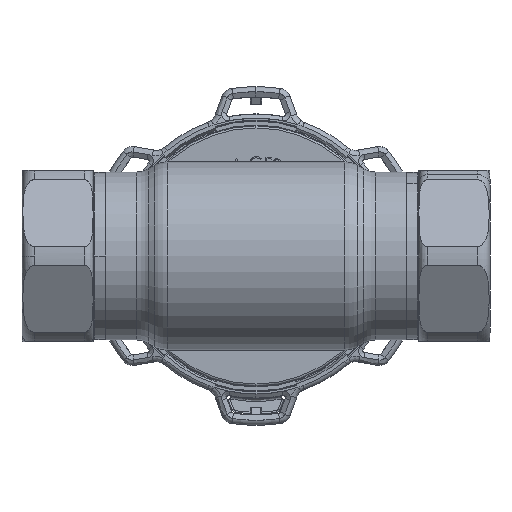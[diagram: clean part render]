
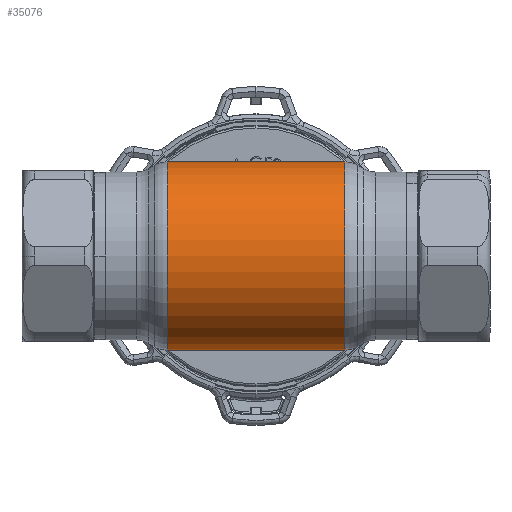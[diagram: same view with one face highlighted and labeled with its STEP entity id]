
A CAD part, front view. The second image highlights one B-rep face of the part: STEP entity #35076.
In plain terms, the highlighted cylindrical face has radius 22.5 mm (diameter 45 mm), a partial arc.
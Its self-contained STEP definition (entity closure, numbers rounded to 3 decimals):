
#982 = ORIENTED_EDGE ( 'NONE', *, *, #32221, .T. ) ;
#2662 = CYLINDRICAL_SURFACE ( 'NONE', #17528, 22.5 ) ;
#3230 = EDGE_CURVE ( 'NONE', #13507, #10811, #3340, .T. ) ;
#3340 = CIRCLE ( 'NONE', #17362, 22.5 ) ;
#3625 = VECTOR ( 'NONE', #17572, 1000. ) ;
#5464 = DIRECTION ( 'NONE',  ( 0., 0., 1. ) ) ;
#5816 = CARTESIAN_POINT ( 'NONE',  ( -21.285, 0., -22.5 ) ) ;
#7659 = CARTESIAN_POINT ( 'NONE',  ( 21.285, 0., -22.5 ) ) ;
#8250 = FACE_OUTER_BOUND ( 'NONE', #37511, .T. ) ;
#8437 = CARTESIAN_POINT ( 'NONE',  ( -62.69, 0., 0. ) ) ;
#8623 = VERTEX_POINT ( 'NONE', #7659 ) ;
#10811 = VERTEX_POINT ( 'NONE', #19537 ) ;
#10830 = CARTESIAN_POINT ( 'NONE',  ( -21.285, 0., 0. ) ) ;
#11560 = CARTESIAN_POINT ( 'NONE',  ( 21.285, 0., 0. ) ) ;
#13470 = EDGE_CURVE ( 'NONE', #8623, #27946, #27961, .T. ) ;
#13507 = VERTEX_POINT ( 'NONE', #5816 ) ;
#16561 = LINE ( 'NONE', #25161, #23468 ) ;
#17065 = ORIENTED_EDGE ( 'NONE', *, *, #37484, .F. ) ;
#17362 = AXIS2_PLACEMENT_3D ( 'NONE', #10830, #35276, #29653 ) ;
#17528 = AXIS2_PLACEMENT_3D ( 'NONE', #8437, #20636, #5464 ) ;
#17572 = DIRECTION ( 'NONE',  ( -1., 0., 0. ) ) ;
#19537 = CARTESIAN_POINT ( 'NONE',  ( -21.285, 0., 22.5 ) ) ;
#20636 = DIRECTION ( 'NONE',  ( -1., 0., 0. ) ) ;
#21390 = DIRECTION ( 'NONE',  ( -1., 0., 0. ) ) ;
#23468 = VECTOR ( 'NONE', #28964, 1000. ) ;
#23735 = CARTESIAN_POINT ( 'NONE',  ( -62.69, 0., -22.5 ) ) ;
#24655 = CARTESIAN_POINT ( 'NONE',  ( 21.285, 0., 22.5 ) ) ;
#25161 = CARTESIAN_POINT ( 'NONE',  ( -62.69, 0., 22.5 ) ) ;
#27410 = DIRECTION ( 'NONE',  ( 0., 0., 1. ) ) ;
#27946 = VERTEX_POINT ( 'NONE', #24655 ) ;
#27961 = CIRCLE ( 'NONE', #38241, 22.5 ) ;
#28964 = DIRECTION ( 'NONE',  ( -1., 0., 0. ) ) ;
#29653 = DIRECTION ( 'NONE',  ( 0., 0., 1. ) ) ;
#30369 = ORIENTED_EDGE ( 'NONE', *, *, #3230, .F. ) ;
#32221 = EDGE_CURVE ( 'NONE', #27946, #10811, #16561, .T. ) ;
#33372 = ORIENTED_EDGE ( 'NONE', *, *, #13470, .T. ) ;
#33384 = LINE ( 'NONE', #23735, #3625 ) ;
#35076 = ADVANCED_FACE ( 'NONE', ( #8250 ), #2662, .T. ) ;
#35276 = DIRECTION ( 'NONE',  ( -1., 0., 0. ) ) ;
#37484 = EDGE_CURVE ( 'NONE', #8623, #13507, #33384, .T. ) ;
#37511 = EDGE_LOOP ( 'NONE', ( #17065, #33372, #982, #30369 ) ) ;
#38241 = AXIS2_PLACEMENT_3D ( 'NONE', #11560, #21390, #27410 ) ;
